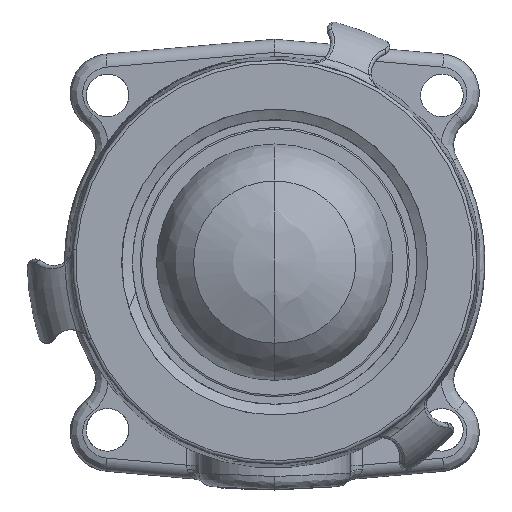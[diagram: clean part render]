
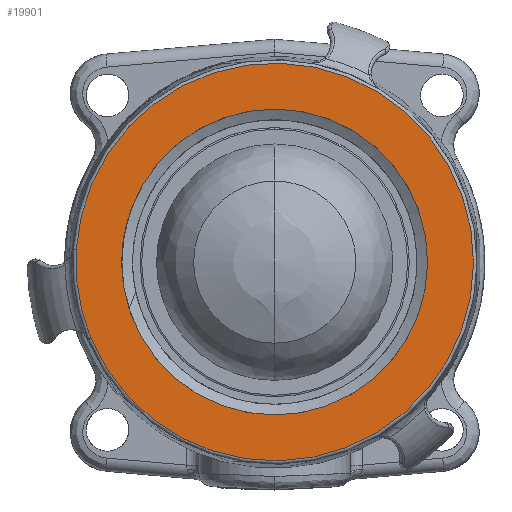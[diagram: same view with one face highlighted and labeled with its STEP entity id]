
A CAD part, top view. The second image highlights one B-rep face of the part: STEP entity #19901.
In plain terms, the highlighted planar face has unit normal (0, 0, 1).
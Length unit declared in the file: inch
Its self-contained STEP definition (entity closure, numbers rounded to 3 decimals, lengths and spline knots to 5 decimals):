
#12503=CARTESIAN_POINT('',(0.,0.,3.72238));
#12504=DIRECTION('',(0.,0.,-1.));
#12505=DIRECTION('',(-0.986,-0.165,0.));
#12506=AXIS2_PLACEMENT_3D('',#12503,#12504,#12505);
#12508=CARTESIAN_POINT('',(0.,0.,3.72238));
#12509=DIRECTION('',(0.,0.,-1.));
#12510=DIRECTION('',(0.986,0.165,0.));
#12511=AXIS2_PLACEMENT_3D('',#12508,#12509,#12510);
#14641=CARTESIAN_POINT('',(0.,0.,3.72237));
#14642=DIRECTION('',(0.,0.,-1.));
#14643=DIRECTION('',(-0.998,0.062,0.));
#14644=AXIS2_PLACEMENT_3D('',#14641,#14642,#14643);
#14656=CARTESIAN_POINT('',(0.,0.,3.72238));
#14657=DIRECTION('',(0.,0.,-1.));
#14658=DIRECTION('',(-0.924,-0.383,0.));
#14659=AXIS2_PLACEMENT_3D('',#14656,#14657,#14658);
#19028=CARTESIAN_POINT('',(1.43524,0.24018,3.72238));
#19029=CARTESIAN_POINT('',(-1.43524,-0.24018,3.72238));
#19030=VERTEX_POINT('',#19028);
#19031=VERTEX_POINT('',#19029);
#19061=CARTESIAN_POINT('',(-1.74784,-0.72494,3.72238));
#19062=CARTESIAN_POINT('',(-1.88864,0.1164,3.72238));
#19063=VERTEX_POINT('',#19061);
#19064=VERTEX_POINT('',#19062);
#19885=CARTESIAN_POINT('',(0.,0.,3.72238));
#19886=DIRECTION('',(0.,0.,1.));
#19887=DIRECTION('',(0.986,0.165,0.));
#19888=AXIS2_PLACEMENT_3D('',#19885,#19886,#19887);
#19889=PLANE('',#19888);
#19891=ORIENTED_EDGE('',*,*,#19890,.T.);
#19893=ORIENTED_EDGE('',*,*,#19892,.T.);
#19894=EDGE_LOOP('',(#19891,#19893));
#19895=FACE_OUTER_BOUND('',#19894,.F.);
#19897=ORIENTED_EDGE('',*,*,#19896,.F.);
#19898=ORIENTED_EDGE('',*,*,#19876,.F.);
#19899=EDGE_LOOP('',(#19897,#19898));
#19900=FACE_BOUND('',#19899,.F.);
#19901=ADVANCED_FACE('',(#19895,#19900),#19889,.T.);
#12507=CIRCLE('',#12506,1.4552);
#12512=CIRCLE('',#12511,1.4552);
#14645=CIRCLE('',#14644,1.89222);
#14660=CIRCLE('',#14659,1.89222);
#19876=EDGE_CURVE('',#19030,#19031,#12512,.T.);
#19890=EDGE_CURVE('',#19063,#19064,#14660,.T.);
#19892=EDGE_CURVE('',#19064,#19063,#14645,.T.);
#19896=EDGE_CURVE('',#19031,#19030,#12507,.T.);
